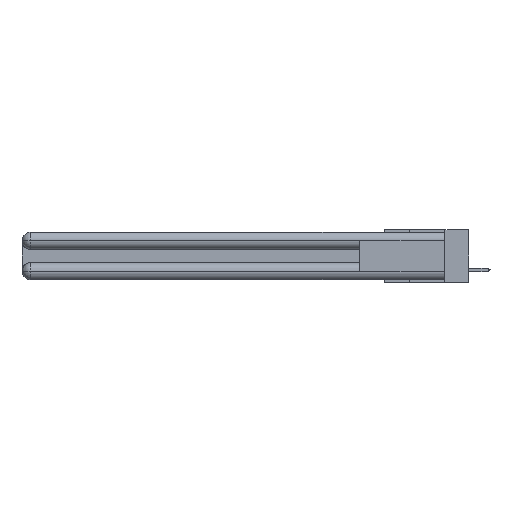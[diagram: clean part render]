
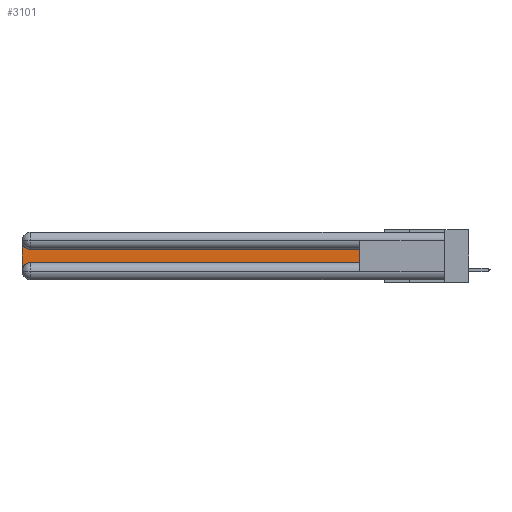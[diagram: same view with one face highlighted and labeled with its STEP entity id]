
A CAD part, left-side view. The second image highlights one B-rep face of the part: STEP entity #3101.
In plain terms, the highlighted planar face has unit normal (-1, 0, 0).
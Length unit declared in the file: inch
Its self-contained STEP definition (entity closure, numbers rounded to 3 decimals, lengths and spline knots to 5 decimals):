
#35 = VECTOR ( 'NONE', #15586, 39.37008 ) ;
#1146 = DIRECTION ( 'NONE',  ( 0., -1., 0. ) ) ;
#1321 = AXIS2_PLACEMENT_3D ( 'NONE', #3548, #2046, #10257 ) ;
#1964 = DIRECTION ( 'NONE',  ( 0., 0., -1. ) ) ;
#2046 = DIRECTION ( 'NONE',  ( 1., 0., 0. ) ) ;
#2425 = CARTESIAN_POINT ( 'NONE',  ( 0.075, 3., -0.2775 ) ) ;
#3048 = EDGE_CURVE ( 'NONE', #20512, #20356, #3526, .T. ) ;
#3101 = ADVANCED_FACE ( 'NONE', ( #6349 ), #5985, .F. ) ;
#3526 = CIRCLE ( 'NONE', #1321, 0.06 ) ;
#3548 = CARTESIAN_POINT ( 'NONE',  ( 0.075, 2.94, -0.0625 ) ) ;
#3972 = DIRECTION ( 'NONE',  ( 1., 0., 0. ) ) ;
#4410 = VECTOR ( 'NONE', #15799, 39.37008 ) ;
#4445 = CARTESIAN_POINT ( 'NONE',  ( 0.075, 2.94, -0.2175 ) ) ;
#5985 = PLANE ( 'NONE',  #7524 ) ;
#6349 = FACE_OUTER_BOUND ( 'NONE', #11363, .T. ) ;
#6609 = LINE ( 'NONE', #12810, #14149 ) ;
#7120 = ORIENTED_EDGE ( 'NONE', *, *, #24565, .T. ) ;
#7490 = ORIENTED_EDGE ( 'NONE', *, *, #19326, .T. ) ;
#7524 = AXIS2_PLACEMENT_3D ( 'NONE', #20210, #3972, #1964 ) ;
#7584 = CARTESIAN_POINT ( 'NONE',  ( 0.075, 0.6, -0.1225 ) ) ;
#8080 = ORIENTED_EDGE ( 'NONE', *, *, #8162, .T. ) ;
#8162 = EDGE_CURVE ( 'NONE', #17152, #25963, #24782, .T. ) ;
#9336 = ORIENTED_EDGE ( 'NONE', *, *, #3048, .T. ) ;
#9350 = CARTESIAN_POINT ( 'NONE',  ( 0.075, 3., -0.0625 ) ) ;
#9892 = EDGE_CURVE ( 'NONE', #18201, #20512, #25817, .T. ) ;
#10257 = DIRECTION ( 'NONE',  ( 0., 0., -1. ) ) ;
#10318 = CARTESIAN_POINT ( 'NONE',  ( 0.075, 0.6, -0.2175 ) ) ;
#11363 = EDGE_LOOP ( 'NONE', ( #12099, #9336, #7120, #8080, #20945, #7490 ) ) ;
#12099 = ORIENTED_EDGE ( 'NONE', *, *, #9892, .T. ) ;
#12311 = CARTESIAN_POINT ( 'NONE',  ( 0.075, 0.6, -0.2175 ) ) ;
#12810 = CARTESIAN_POINT ( 'NONE',  ( 0.075, 0.6, -0.2175 ) ) ;
#13690 = CARTESIAN_POINT ( 'NONE',  ( 0.075, 0.6, -0.1225 ) ) ;
#14149 = VECTOR ( 'NONE', #1146, 39.37008 ) ;
#14381 = DIRECTION ( 'NONE',  ( 0., 0., 1. ) ) ;
#15586 = DIRECTION ( 'NONE',  ( 0., 0., -1. ) ) ;
#15799 = DIRECTION ( 'NONE',  ( 0., 1., 0. ) ) ;
#15873 = CARTESIAN_POINT ( 'NONE',  ( 0.075, 2.94, -0.1225 ) ) ;
#16537 = DIRECTION ( 'NONE',  ( 1., 0., 0. ) ) ;
#16630 = DIRECTION ( 'NONE',  ( 0., 0., -1. ) ) ;
#16790 = LINE ( 'NONE', #10318, #18672 ) ;
#17152 = VERTEX_POINT ( 'NONE', #2425 ) ;
#17336 = VERTEX_POINT ( 'NONE', #12311 ) ;
#17535 = CARTESIAN_POINT ( 'NONE',  ( 0.075, 3., -0.2175 ) ) ;
#18201 = VERTEX_POINT ( 'NONE', #7584 ) ;
#18251 = LINE ( 'NONE', #17535, #35 ) ;
#18672 = VECTOR ( 'NONE', #14381, 39.37008 ) ;
#19326 = EDGE_CURVE ( 'NONE', #17336, #18201, #16790, .T. ) ;
#20210 = CARTESIAN_POINT ( 'NONE',  ( 0.075, 3., -0.1225 ) ) ;
#20356 = VERTEX_POINT ( 'NONE', #9350 ) ;
#20512 = VERTEX_POINT ( 'NONE', #15873 ) ;
#20945 = ORIENTED_EDGE ( 'NONE', *, *, #24803, .T. ) ;
#21214 = AXIS2_PLACEMENT_3D ( 'NONE', #24465, #16537, #16630 ) ;
#24465 = CARTESIAN_POINT ( 'NONE',  ( 0.075, 2.94, -0.2775 ) ) ;
#24565 = EDGE_CURVE ( 'NONE', #20356, #17152, #18251, .T. ) ;
#24782 = CIRCLE ( 'NONE', #21214, 0.06 ) ;
#24803 = EDGE_CURVE ( 'NONE', #25963, #17336, #6609, .T. ) ;
#25817 = LINE ( 'NONE', #13690, #4410 ) ;
#25963 = VERTEX_POINT ( 'NONE', #4445 ) ;
